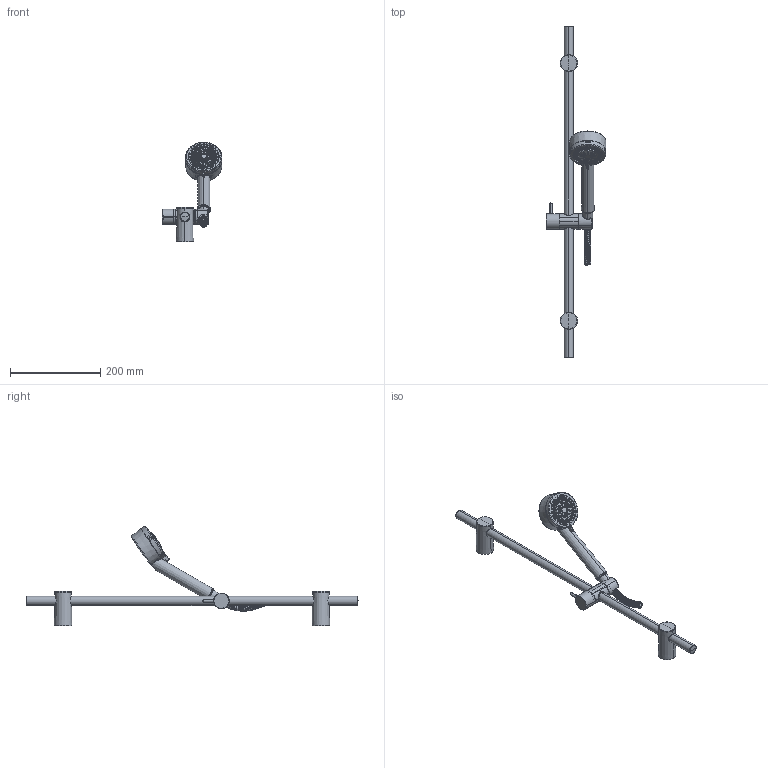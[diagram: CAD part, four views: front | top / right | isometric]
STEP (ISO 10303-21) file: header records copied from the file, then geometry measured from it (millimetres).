
FILE_DESCRIPTION((''),'2;1');
FILE_NAME('ZSAL105CR','2021-11-15T11:17:20',('ut3'),('PAFFONI SpA'),'CREO PARAMETRIC BY PTC INC, 2020044','CREO PARAMETRIC BY PTC INC, 2020044','');
FILE_SCHEMA(('CONFIG_CONTROL_DESIGN','SHAPE_APPEARANCE_LAYERS_GROUPS'));
Length unit declared in the file: millimetre
Products named in the file (1): ZSAL105CR
Bounding box: 132.16 x 734 x 220.01 mm (x, y, z)
Volume: 511016 mm3; surface area: 228074.7 mm2
Topology: 7 solids, 9 shells, 2051 faces, 5064 edges, 3105 vertices
Faces by surface type: cylinder 581, plane 477, cone 352, torus 315, bspline 278, sphere 42, extrusion 6
Entity records: 100512 total; most frequent: CARTESIAN_POINT 48323, ORIENTED_EDGE 10042, DIRECTION 9260, EDGE_CURVE 5021, AXIS2_PLACEMENT_3D 3834, VERTEX_POINT 3121, EDGE_LOOP 2343, CIRCLE 2060
